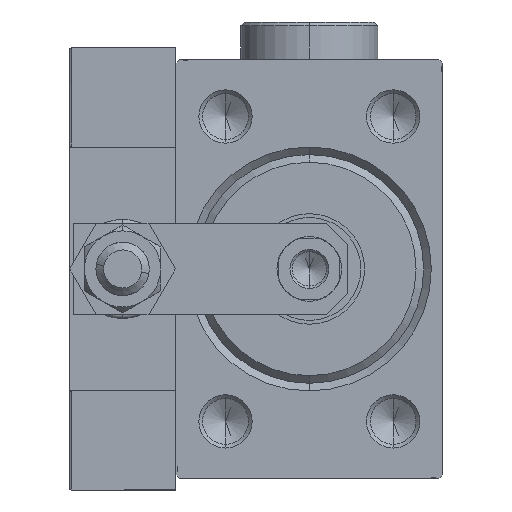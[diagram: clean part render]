
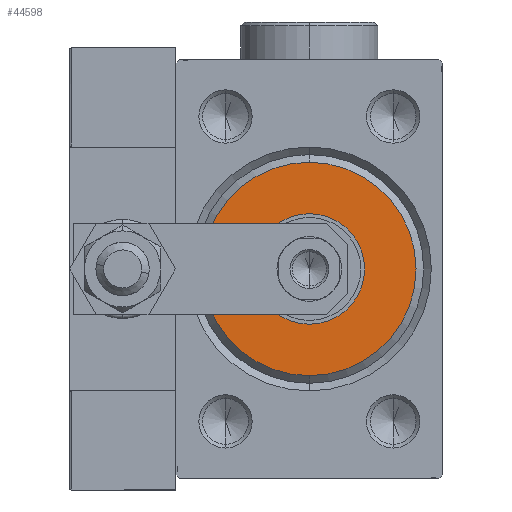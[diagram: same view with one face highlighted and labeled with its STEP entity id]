
A CAD part, left-side view. The second image highlights one B-rep face of the part: STEP entity #44598.
In plain terms, the highlighted face is planar.
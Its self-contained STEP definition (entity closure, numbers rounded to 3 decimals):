
#1240 = DIRECTION ( 'NONE',  ( 1., 0., 0. ) ) ;
#1527 = DIRECTION ( 'NONE',  ( 0., 0., -1. ) ) ;
#2349 = EDGE_CURVE ( 'NONE', #11999, #5987, #21033, .T. ) ;
#2717 = DIRECTION ( 'NONE',  ( 1., 0., 0. ) ) ;
#3017 = DIRECTION ( 'NONE',  ( 1., 0., 0. ) ) ;
#3437 = ORIENTED_EDGE ( 'NONE', *, *, #2349, .T. ) ;
#3793 = AXIS2_PLACEMENT_3D ( 'NONE', #31166, #3017, #51601 ) ;
#5759 = CARTESIAN_POINT ( 'NONE',  ( 3., 0., 0. ) ) ;
#5987 = VERTEX_POINT ( 'NONE', #26132 ) ;
#6606 = VERTEX_POINT ( 'NONE', #15011 ) ;
#7072 = CARTESIAN_POINT ( 'NONE',  ( 3., 0., 0. ) ) ;
#8601 = VERTEX_POINT ( 'NONE', #31286 ) ;
#11324 = DIRECTION ( 'NONE',  ( 1., 0., 0. ) ) ;
#11999 = VERTEX_POINT ( 'NONE', #35181 ) ;
#13180 = PLANE ( 'NONE',  #33547 ) ;
#15011 = CARTESIAN_POINT ( 'NONE',  ( 3., 0., 7.25 ) ) ;
#18529 = EDGE_LOOP ( 'NONE', ( #27008, #3437 ) ) ;
#18639 = EDGE_CURVE ( 'NONE', #6606, #8601, #24567, .T. ) ;
#21033 = CIRCLE ( 'NONE', #27812, 14. ) ;
#21415 = FACE_OUTER_BOUND ( 'NONE', #18529, .T. ) ;
#22975 = EDGE_LOOP ( 'NONE', ( #43197, #41445 ) ) ;
#23423 = DIRECTION ( 'NONE',  ( 0., 0., -1. ) ) ;
#24163 = CIRCLE ( 'NONE', #3793, 14. ) ;
#24567 = CIRCLE ( 'NONE', #43208, 7.25 ) ;
#26132 = CARTESIAN_POINT ( 'NONE',  ( 3., 0., 14. ) ) ;
#26431 = FACE_BOUND ( 'NONE', #22975, .T. ) ;
#27008 = ORIENTED_EDGE ( 'NONE', *, *, #42857, .T. ) ;
#27812 = AXIS2_PLACEMENT_3D ( 'NONE', #5759, #29408, #1527 ) ;
#29408 = DIRECTION ( 'NONE',  ( 1., 0., 0. ) ) ;
#30463 = EDGE_CURVE ( 'NONE', #8601, #6606, #42672, .T. ) ;
#31166 = CARTESIAN_POINT ( 'NONE',  ( 3., 0., 0. ) ) ;
#31286 = CARTESIAN_POINT ( 'NONE',  ( 3., 0., -7.25 ) ) ;
#33371 = DIRECTION ( 'NONE',  ( 0., 0., -1. ) ) ;
#33547 = AXIS2_PLACEMENT_3D ( 'NONE', #42106, #1240, #33371 ) ;
#35181 = CARTESIAN_POINT ( 'NONE',  ( 3., 0., -14. ) ) ;
#35223 = DIRECTION ( 'NONE',  ( 0., 0., -1. ) ) ;
#41445 = ORIENTED_EDGE ( 'NONE', *, *, #18639, .F. ) ;
#42106 = CARTESIAN_POINT ( 'NONE',  ( 3., 0., 0. ) ) ;
#42672 = CIRCLE ( 'NONE', #50278, 7.25 ) ;
#42857 = EDGE_CURVE ( 'NONE', #5987, #11999, #24163, .T. ) ;
#43197 = ORIENTED_EDGE ( 'NONE', *, *, #30463, .F. ) ;
#43208 = AXIS2_PLACEMENT_3D ( 'NONE', #47568, #2717, #23423 ) ;
#44598 = ADVANCED_FACE ( 'NONE', ( #21415, #26431 ), #13180, .T. ) ;
#47568 = CARTESIAN_POINT ( 'NONE',  ( 3., 0., 0. ) ) ;
#50278 = AXIS2_PLACEMENT_3D ( 'NONE', #7072, #11324, #35223 ) ;
#51601 = DIRECTION ( 'NONE',  ( 0., 0., -1. ) ) ;
